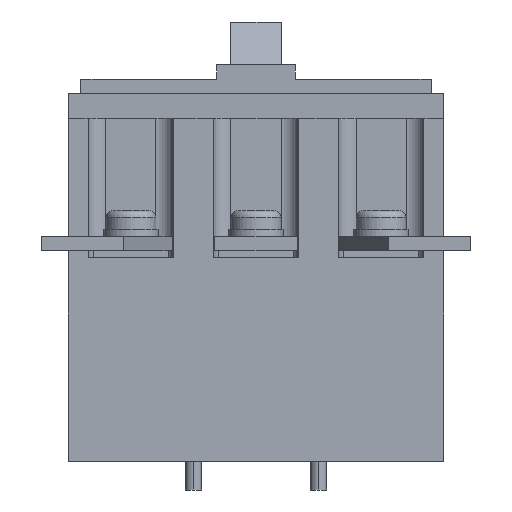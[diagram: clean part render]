
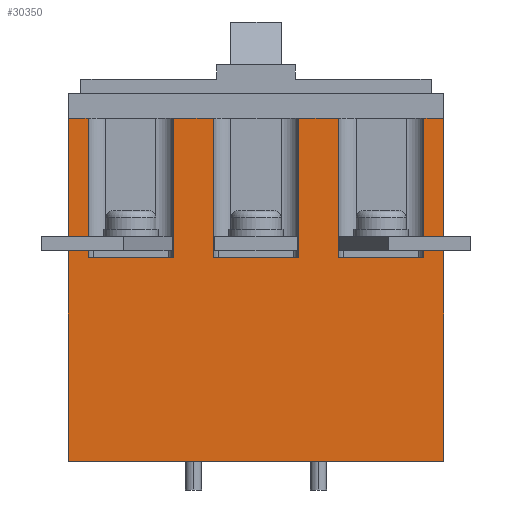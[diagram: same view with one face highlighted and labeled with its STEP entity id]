
A CAD part, front view. The second image highlights one B-rep face of the part: STEP entity #30350.
In plain terms, the highlighted planar face has unit normal (0, -1, 0).
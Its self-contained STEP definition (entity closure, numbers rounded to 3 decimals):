
#23010=CARTESIAN_POINT('',(31.406,270.252,
-122.995));
#23020=VERTEX_POINT('',#23010);
#23490=CARTESIAN_POINT('',(31.406,270.252,
-26.995));
#23500=VERTEX_POINT('',#23490);
#23530=CARTESIAN_POINT('',(31.406,270.252,0.));
#23540=DIRECTION('',(0.,0.,1.));
#23550=VECTOR('',#23540,1.);
#23560=LINE('',#23530,#23550);
#23570=EDGE_CURVE('',#23020,#23500,#23560,.T.);
#24130=CARTESIAN_POINT('',(136.406,270.252,
-122.995));
#24140=VERTEX_POINT('',#24130);
#24170=CARTESIAN_POINT('',(136.406,270.252,0.));
#24180=DIRECTION('',(0.,0.,1.));
#24190=VECTOR('',#24180,1.);
#24200=LINE('',#24170,#24190);
#24210=CARTESIAN_POINT('',(136.406,270.252,
-26.995));
#24220=VERTEX_POINT('',#24210);
#24230=EDGE_CURVE('',#24140,#24220,#24200,.T.);
#24390=CARTESIAN_POINT('',(0.,270.252,-26.995));
#24400=DIRECTION('',(-1.,0.,0.));
#24410=VECTOR('',#24400,1.);
#24420=LINE('',#24390,#24410);
#24430=CARTESIAN_POINT('',(130.906,270.252,
-26.995));
#24440=VERTEX_POINT('',#24430);
#24450=EDGE_CURVE('',#24220,#24440,#24420,.T.);
#24850=CARTESIAN_POINT('',(106.906,270.252,
-26.995));
#24860=VERTEX_POINT('',#24850);
#24890=CARTESIAN_POINT('',(95.906,270.252,
-26.995));
#24900=VERTEX_POINT('',#24890);
#24910=EDGE_CURVE('',#24860,#24900,#24420,.T.);
#25310=CARTESIAN_POINT('',(71.906,270.252,
-26.995));
#25320=VERTEX_POINT('',#25310);
#25350=CARTESIAN_POINT('',(60.906,270.252,
-26.995));
#25360=VERTEX_POINT('',#25350);
#25370=EDGE_CURVE('',#25320,#25360,#24420,.T.);
#25770=CARTESIAN_POINT('',(36.906,270.252,
-26.995));
#25780=VERTEX_POINT('',#25770);
#25810=EDGE_CURVE('',#25780,#23500,#24420,.T.);
#29500=CARTESIAN_POINT('',(128.906,270.252,
-87.995));
#29510=DIRECTION('',(0.,1.,0.));
#29520=DIRECTION('',(0.,0.,-1.));
#29530=AXIS2_PLACEMENT_3D('',#29500,#29510,#29520);
#29540=PLANE('',#29530);
#29550=ORIENTED_EDGE('',*,*,#25810,.T.);
#29560=CARTESIAN_POINT('',(36.906,270.252,0.));
#29570=DIRECTION('',(0.,0.,1.));
#29580=VECTOR('',#29570,1.);
#29590=LINE('',#29560,#29580);
#29600=CARTESIAN_POINT('',(36.906,270.252,
-65.995));
#29610=VERTEX_POINT('',#29600);
#29620=EDGE_CURVE('',#29610,#25780,#29590,.T.);
#29630=ORIENTED_EDGE('',*,*,#29620,.T.);
#29640=CARTESIAN_POINT('',(0.,270.252,-65.995));
#29650=DIRECTION('',(1.,0.,0.));
#29660=VECTOR('',#29650,1.);
#29670=LINE('',#29640,#29660);
#29680=CARTESIAN_POINT('',(60.906,270.252,
-65.995));
#29690=VERTEX_POINT('',#29680);
#29700=EDGE_CURVE('',#29610,#29690,#29670,.T.);
#29710=ORIENTED_EDGE('',*,*,#29700,.F.);
#29720=CARTESIAN_POINT('',(60.906,270.252,0.));
#29730=DIRECTION('',(0.,0.,-1.));
#29740=VECTOR('',#29730,1.);
#29750=LINE('',#29720,#29740);
#29760=EDGE_CURVE('',#25360,#29690,#29750,.T.);
#29770=ORIENTED_EDGE('',*,*,#29760,.T.);
#29780=ORIENTED_EDGE('',*,*,#25370,.T.);
#29790=CARTESIAN_POINT('',(71.906,270.252,0.));
#29800=DIRECTION('',(0.,0.,1.));
#29810=VECTOR('',#29800,1.);
#29820=LINE('',#29790,#29810);
#29830=CARTESIAN_POINT('',(71.906,270.252,
-65.995));
#29840=VERTEX_POINT('',#29830);
#29850=EDGE_CURVE('',#29840,#25320,#29820,.T.);
#29860=ORIENTED_EDGE('',*,*,#29850,.T.);
#29870=CARTESIAN_POINT('',(0.,270.252,-65.995));
#29880=DIRECTION('',(1.,0.,0.));
#29890=VECTOR('',#29880,1.);
#29900=LINE('',#29870,#29890);
#29910=CARTESIAN_POINT('',(95.906,270.252,
-65.995));
#29920=VERTEX_POINT('',#29910);
#29930=EDGE_CURVE('',#29840,#29920,#29900,.T.);
#29940=ORIENTED_EDGE('',*,*,#29930,.F.);
#29950=CARTESIAN_POINT('',(95.906,270.252,0.));
#29960=DIRECTION('',(0.,0.,-1.));
#29970=VECTOR('',#29960,1.);
#29980=LINE('',#29950,#29970);
#29990=EDGE_CURVE('',#24900,#29920,#29980,.T.);
#30000=ORIENTED_EDGE('',*,*,#29990,.T.);
#30010=ORIENTED_EDGE('',*,*,#24910,.T.);
#30020=CARTESIAN_POINT('',(106.906,270.252,0.));
#30030=DIRECTION('',(0.,0.,1.));
#30040=VECTOR('',#30030,1.);
#30050=LINE('',#30020,#30040);
#30060=CARTESIAN_POINT('',(106.906,270.252,
-65.995));
#30070=VERTEX_POINT('',#30060);
#30080=EDGE_CURVE('',#30070,#24860,#30050,.T.);
#30090=ORIENTED_EDGE('',*,*,#30080,.T.);
#30100=CARTESIAN_POINT('',(0.,270.252,-65.995));
#30110=DIRECTION('',(1.,0.,0.));
#30120=VECTOR('',#30110,1.);
#30130=LINE('',#30100,#30120);
#30140=CARTESIAN_POINT('',(130.906,270.252,
-65.995));
#30150=VERTEX_POINT('',#30140);
#30160=EDGE_CURVE('',#30070,#30150,#30130,.T.);
#30170=ORIENTED_EDGE('',*,*,#30160,.F.);
#30180=CARTESIAN_POINT('',(130.906,270.252,0.));
#30190=DIRECTION('',(0.,0.,-1.));
#30200=VECTOR('',#30190,1.);
#30210=LINE('',#30180,#30200);
#30220=EDGE_CURVE('',#24440,#30150,#30210,.T.);
#30230=ORIENTED_EDGE('',*,*,#30220,.T.);
#30240=ORIENTED_EDGE('',*,*,#24450,.T.);
#30250=ORIENTED_EDGE('',*,*,#24230,.T.);
#30260=CARTESIAN_POINT('',(0.,270.252,-122.995));
#30270=DIRECTION('',(1.,0.,0.));
#30280=VECTOR('',#30270,1.);
#30290=LINE('',#30260,#30280);
#30300=EDGE_CURVE('',#23020,#24140,#30290,.T.);
#30310=ORIENTED_EDGE('',*,*,#30300,.T.);
#30320=ORIENTED_EDGE('',*,*,#23570,.F.);
#30330=EDGE_LOOP('',(#30320,#30310,#30250,#30240,#30230,#30170,#30090,
#30010,#30000,#29940,#29860,#29780,#29770,#29710,#29630,#29550));
#30340=FACE_OUTER_BOUND('',#30330,.T.);
#30350=ADVANCED_FACE('',(#30340),#29540,.F.);
